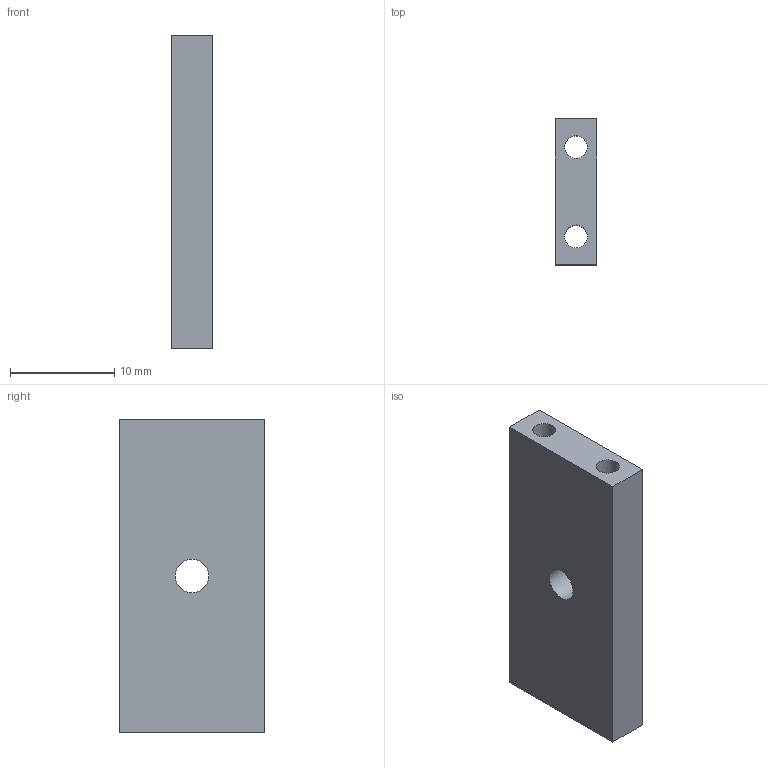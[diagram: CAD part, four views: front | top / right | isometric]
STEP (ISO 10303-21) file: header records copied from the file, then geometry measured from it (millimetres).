
FILE_DESCRIPTION(/* description */ (''),/* implementation_level */ '2;1');
FILE_NAME(/* name */ 'SpoolHolderRiser.stp',/* time_stamp */ '2021-01-06T13:36:17-05:00',/* author */ ('elmar'),/* organization */ (''),/* preprocessor_version */ 'ST-DEVELOPER v18.1',/* originating_system */ 'Autodesk Inventor 2021',/* authorisation */ '');
FILE_SCHEMA (('AUTOMOTIVE_DESIGN { 1 0 10303 214 3 1 1 }'));
Length unit declared in the file: millimetre
Products named in the file (1): SpoolHolder
Bounding box: 4 x 14 x 30 mm (x, y, z)
Volume: 1419.8 mm3; surface area: 1615.6 mm2
Topology: 1 solids, 1 shells, 9 faces, 25 edges, 18 vertices
Faces by surface type: plane 6, cylinder 3
Full cylindrical faces by diameter (mm): 2.2 x2, 3.2 x1
Entity records: 354 total; most frequent: DIRECTION 55, CARTESIAN_POINT 53, ORIENTED_EDGE 50, EDGE_CURVE 25, AXIS2_PLACEMENT_3D 20, VERTEX_POINT 18, EDGE_LOOP 15, LINE 15
